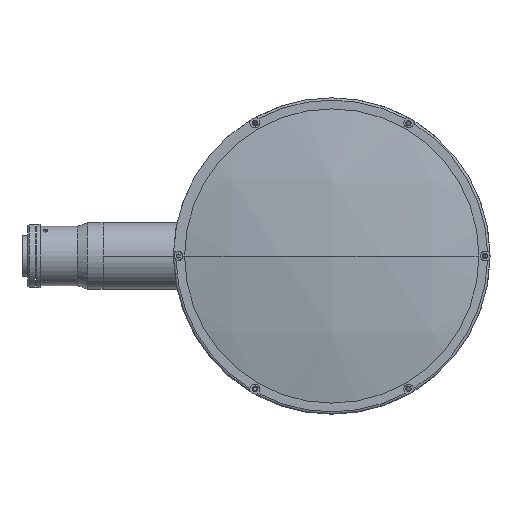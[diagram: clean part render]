
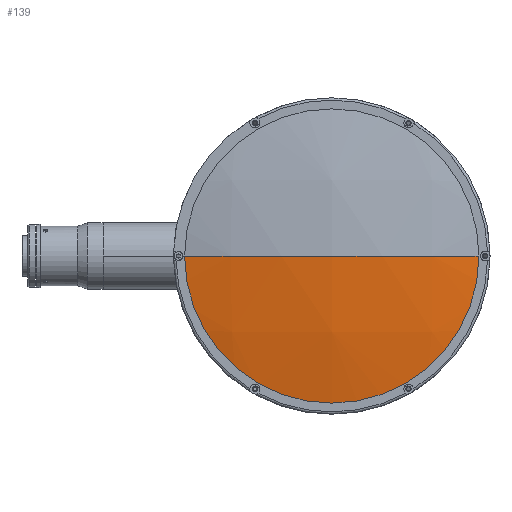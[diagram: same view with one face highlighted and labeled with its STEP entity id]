
A CAD part, left-side view. The second image highlights one B-rep face of the part: STEP entity #139.
In plain terms, the highlighted spherical face has radius 434.72 mm.
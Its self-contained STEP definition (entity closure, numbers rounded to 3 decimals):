
#139 = ADVANCED_FACE ( 'NONE', ( #8153 ), #8152, .T. ) ;
#2043 = EDGE_CURVE ( 'NONE', #4270, #4278, #8478, .T. ) ;
#2044 = EDGE_CURVE ( 'NONE', #4266, #4270, #8471, .T. ) ;
#2045 = EDGE_CURVE ( 'NONE', #4266, #4278, #8474, .T. ) ;
#3868 = DIRECTION ( 'NONE',  ( 0., 1., 0. ) ) ;
#3869 = DIRECTION ( 'NONE',  ( 0., 0., -1. ) ) ;
#3870 = CARTESIAN_POINT ( 'NONE',  ( 11.714, 0.64, 0. ) ) ;
#3985 = EDGE_LOOP ( 'NONE', ( #8834, #8836, #8835 ) ) ;
#4266 = VERTEX_POINT ( 'NONE', #4703 ) ;
#4270 = VERTEX_POINT ( 'NONE', #4697 ) ;
#4278 = VERTEX_POINT ( 'NONE', #4683 ) ;
#4683 = CARTESIAN_POINT ( 'NONE',  ( -423.006, 0.64, 0. ) ) ;
#4697 = CARTESIAN_POINT ( 'NONE',  ( -412.499, -94.36, 0. ) ) ;
#4703 = CARTESIAN_POINT ( 'NONE',  ( -412.499, 95.64, 0. ) ) ;
#6755 = DIRECTION ( 'NONE',  ( 1., 0., 0. ) ) ;
#6759 = DIRECTION ( 'NONE',  ( 0., 0., 1. ) ) ;
#6760 = CARTESIAN_POINT ( 'NONE',  ( 11.714, 0.64, 0. ) ) ;
#6766 = DIRECTION ( 'NONE',  ( 0., 0., 1. ) ) ;
#6770 = DIRECTION ( 'NONE',  ( -1., 0., 0. ) ) ;
#6771 = CARTESIAN_POINT ( 'NONE',  ( -412.499, 0.64, 0. ) ) ;
#6778 = DIRECTION ( 'NONE',  ( 0., 1., 0. ) ) ;
#6781 = DIRECTION ( 'NONE',  ( 0., 0., -1. ) ) ;
#6785 = CARTESIAN_POINT ( 'NONE',  ( 11.714, 0.64, 0. ) ) ;
#6867 = AXIS2_PLACEMENT_3D ( 'NONE', #3870, #3869, #3868 ) ;
#8152 = SPHERICAL_SURFACE ( 'NONE', #6867, 434.72 ) ;
#8153 = FACE_OUTER_BOUND ( 'NONE', #3985, .T. ) ;
#8468 = AXIS2_PLACEMENT_3D ( 'NONE', #6760, #6759, #6755 ) ;
#8470 = AXIS2_PLACEMENT_3D ( 'NONE', #6771, #6770, #6766 ) ;
#8471 = CIRCLE ( 'NONE', #8470, 95. ) ;
#8472 = AXIS2_PLACEMENT_3D ( 'NONE', #6785, #6781, #6778 ) ;
#8474 = CIRCLE ( 'NONE', #8468, 434.72 ) ;
#8478 = CIRCLE ( 'NONE', #8472, 434.72 ) ;
#8834 = ORIENTED_EDGE ( 'NONE', *, *, #2044, .T. ) ;
#8835 = ORIENTED_EDGE ( 'NONE', *, *, #2045, .F. ) ;
#8836 = ORIENTED_EDGE ( 'NONE', *, *, #2043, .T. ) ;
